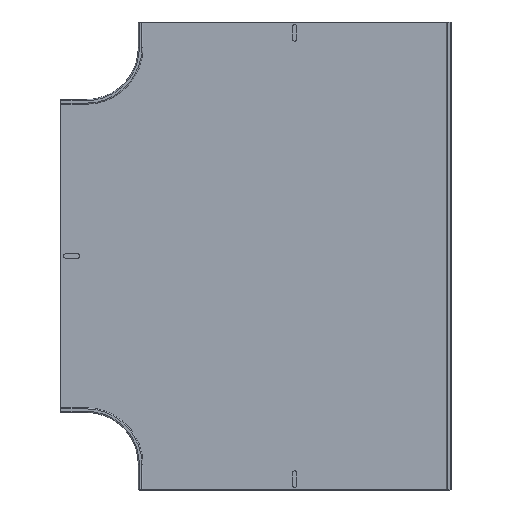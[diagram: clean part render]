
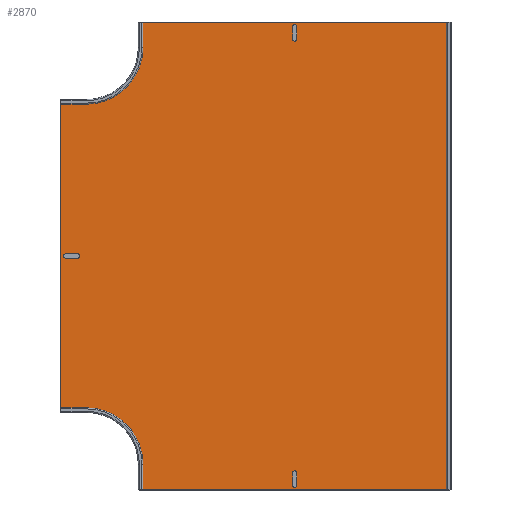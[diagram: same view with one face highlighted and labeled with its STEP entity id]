
A CAD part, top view. The second image highlights one B-rep face of the part: STEP entity #2870.
In plain terms, the highlighted planar face has unit normal (0, 0, 1).
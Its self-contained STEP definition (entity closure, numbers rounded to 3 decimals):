
#292=FACE_OUTER_BOUND('',#454,.T.);
#454=EDGE_LOOP('',(#2629,#2630,#2631,#2632,#2633,#2634,#2635,#2636,#2637,
#2638));
#639=CIRCLE('',#3234,102.6);
#654=CIRCLE('',#3260,102.6);
#855=LINE('',#5000,#1089);
#870=LINE('',#5040,#1104);
#872=LINE('',#5057,#1106);
#875=LINE('',#5067,#1109);
#879=LINE('',#5081,#1113);
#882=LINE('',#5099,#1116);
#887=LINE('',#5110,#1121);
#889=LINE('',#5116,#1123);
#1089=VECTOR('',#4088,1.);
#1104=VECTOR('',#4129,1.);
#1106=VECTOR('',#4153,1.);
#1109=VECTOR('',#4164,1.);
#1113=VECTOR('',#4180,1.);
#1116=VECTOR('',#4203,1.);
#1121=VECTOR('',#4216,1.);
#1123=VECTOR('',#4224,1.);
#1384=VERTEX_POINT('',#4997);
#1385=VERTEX_POINT('',#4999);
#1397=VERTEX_POINT('',#5038);
#1398=VERTEX_POINT('',#5043);
#1401=VERTEX_POINT('',#5055);
#1404=VERTEX_POINT('',#5065);
#1407=VERTEX_POINT('',#5077);
#1408=VERTEX_POINT('',#5079);
#1413=VERTEX_POINT('',#5095);
#1415=VERTEX_POINT('',#5109);
#1789=EDGE_CURVE('',#1385,#1384,#855,.T.);
#1810=EDGE_CURVE('',#1397,#1384,#870,.T.);
#1813=EDGE_CURVE('',#1397,#1398,#639,.T.);
#1819=EDGE_CURVE('',#1401,#1398,#872,.T.);
#1824=EDGE_CURVE('',#1404,#1401,#875,.T.);
#1831=EDGE_CURVE('',#1407,#1408,#879,.T.);
#1839=EDGE_CURVE('',#1413,#1408,#654,.T.);
#1840=EDGE_CURVE('',#1413,#1385,#882,.T.);
#1845=EDGE_CURVE('',#1415,#1407,#887,.T.);
#1849=EDGE_CURVE('',#1415,#1404,#889,.T.);
#2629=ORIENTED_EDGE('',*,*,#1849,.F.);
#2630=ORIENTED_EDGE('',*,*,#1845,.T.);
#2631=ORIENTED_EDGE('',*,*,#1831,.T.);
#2632=ORIENTED_EDGE('',*,*,#1839,.F.);
#2633=ORIENTED_EDGE('',*,*,#1840,.T.);
#2634=ORIENTED_EDGE('',*,*,#1789,.T.);
#2635=ORIENTED_EDGE('',*,*,#1810,.F.);
#2636=ORIENTED_EDGE('',*,*,#1813,.T.);
#2637=ORIENTED_EDGE('',*,*,#1819,.F.);
#2638=ORIENTED_EDGE('',*,*,#1824,.F.);
#2709=PLANE('',#3269);
#2870=ADVANCED_FACE('',(#292),#2709,.T.);
#3234=AXIS2_PLACEMENT_3D('',#5045,#4136,#4137);
#3260=AXIS2_PLACEMENT_3D('',#5097,#4199,#4200);
#3269=AXIS2_PLACEMENT_3D('',#5117,#4225,#4226);
#4088=DIRECTION('',(0.,-1.,0.));
#4129=DIRECTION('',(-1.,0.,0.));
#4136=DIRECTION('center_axis',(0.,0.,-1.));
#4137=DIRECTION('ref_axis',(0.,1.,0.));
#4153=DIRECTION('',(0.,1.,0.));
#4164=DIRECTION('',(-1.,0.,0.));
#4180=DIRECTION('',(0.,-1.,0.));
#4199=DIRECTION('center_axis',(0.,0.,1.));
#4200=DIRECTION('ref_axis',(0.,-1.,0.));
#4203=DIRECTION('',(-1.,0.,0.));
#4216=DIRECTION('',(-1.,0.,0.));
#4224=DIRECTION('',(0.,-1.,0.));
#4225=DIRECTION('center_axis',(0.,0.,1.));
#4226=DIRECTION('ref_axis',(0.,1.,0.));
#4997=CARTESIAN_POINT('',(9.225,11.462,1.1));
#4999=CARTESIAN_POINT('',(9.225,608.662,1.1));
#5000=CARTESIAN_POINT('',(9.225,360.062,1.1));
#5038=CARTESIAN_POINT('',(58.525,11.462,1.1));
#5040=CARTESIAN_POINT('',(58.525,11.462,1.1));
#5043=CARTESIAN_POINT('',(161.125,-91.138,1.1));
#5045=CARTESIAN_POINT('Origin',(58.525,-91.138,1.1));
#5055=CARTESIAN_POINT('',(161.125,-140.438,1.1));
#5057=CARTESIAN_POINT('',(161.125,-140.438,1.1));
#5065=CARTESIAN_POINT('',(758.325,-140.438,1.1));
#5067=CARTESIAN_POINT('',(509.725,-140.438,1.1));
#5077=CARTESIAN_POINT('',(161.125,760.562,1.1));
#5079=CARTESIAN_POINT('',(161.125,711.262,1.1));
#5081=CARTESIAN_POINT('',(161.125,760.562,1.1));
#5095=CARTESIAN_POINT('',(58.525,608.662,1.1));
#5097=CARTESIAN_POINT('Origin',(58.525,711.262,1.1));
#5099=CARTESIAN_POINT('',(58.525,608.662,1.1));
#5109=CARTESIAN_POINT('',(758.325,760.562,1.1));
#5110=CARTESIAN_POINT('',(622.192,760.562,1.1));
#5116=CARTESIAN_POINT('',(758.325,360.062,1.1));
#5117=CARTESIAN_POINT('Origin',(508.525,484.462,1.1));
